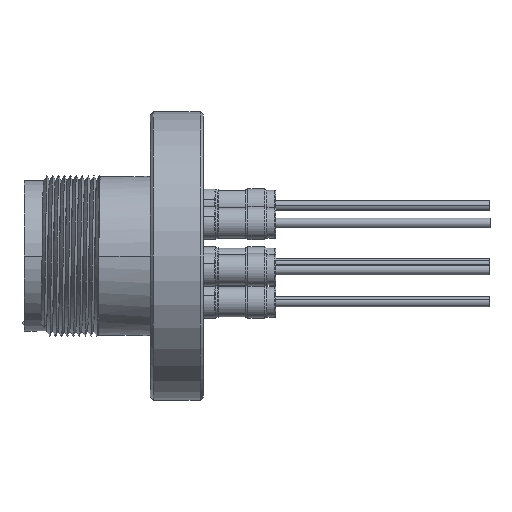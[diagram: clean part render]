
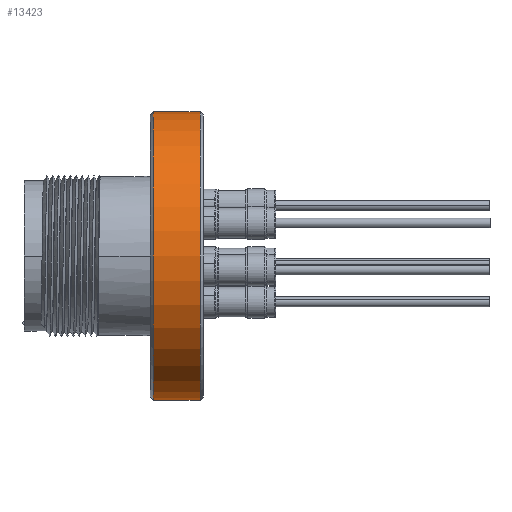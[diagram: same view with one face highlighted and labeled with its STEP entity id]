
A CAD part, left-side view. The second image highlights one B-rep face of the part: STEP entity #13423.
In plain terms, the highlighted cylindrical face has radius 34.544 mm (diameter 69.088 mm), a partial arc.
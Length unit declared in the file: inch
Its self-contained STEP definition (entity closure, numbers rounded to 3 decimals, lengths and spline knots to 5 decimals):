
#616 = CARTESIAN_POINT ( 'NONE',  ( 0., 0., 1.27566 ) ) ;
#617 = DIRECTION ( 'NONE',  ( 0., 1., 0. ) ) ;
#1893 = DIRECTION ( 'NONE',  ( 0., 1., 0. ) ) ;
#1943 = CARTESIAN_POINT ( 'NONE',  ( 0., 0., -0.08434 ) ) ;
#2113 = DIRECTION ( 'NONE',  ( 0., 0., -1. ) ) ;
#2487 = LINE ( 'NONE', #11910, #2516 ) ;
#2516 = VECTOR ( 'NONE', #11296, 39.37008 ) ;
#3416 = EDGE_CURVE ( 'NONE', #6136, #6073, #7280, .T. ) ;
#3727 = EDGE_CURVE ( 'NONE', #7044, #6136, #7395, .T. ) ;
#4474 = FACE_OUTER_BOUND ( 'NONE', #14876, .T. ) ;
#4708 = CYLINDRICAL_SURFACE ( 'NONE', #10794, 1.36 ) ;
#5806 = AXIS2_PLACEMENT_3D ( 'NONE', #9758, #9763, #9643 ) ;
#5836 = AXIS2_PLACEMENT_3D ( 'NONE', #8548, #8944, #8767 ) ;
#6073 = VERTEX_POINT ( 'NONE', #10699 ) ;
#6094 = VERTEX_POINT ( 'NONE', #12303 ) ;
#6136 = VERTEX_POINT ( 'NONE', #9617 ) ;
#7044 = VERTEX_POINT ( 'NONE', #10170 ) ;
#7277 = VECTOR ( 'NONE', #617, 39.37008 ) ;
#7280 = LINE ( 'NONE', #616, #7277 ) ;
#7395 = CIRCLE ( 'NONE', #5836, 1.36 ) ;
#7557 = CIRCLE ( 'NONE', #5806, 1.36 ) ;
#8548 = CARTESIAN_POINT ( 'NONE',  ( 0., -0.47, -0.08434 ) ) ;
#8767 = DIRECTION ( 'NONE',  ( 0., 0., -1. ) ) ;
#8944 = DIRECTION ( 'NONE',  ( 0., 1., 0. ) ) ;
#9359 = EDGE_CURVE ( 'NONE', #6094, #6073, #7557, .T. ) ;
#9549 = EDGE_CURVE ( 'NONE', #7044, #6094, #2487, .T. ) ;
#9617 = CARTESIAN_POINT ( 'NONE',  ( 0., -0.47, 1.27566 ) ) ;
#9643 = DIRECTION ( 'NONE',  ( 0., 0., -1. ) ) ;
#9758 = CARTESIAN_POINT ( 'NONE',  ( 0., -0.03, -0.08434 ) ) ;
#9763 = DIRECTION ( 'NONE',  ( 0., 1., 0. ) ) ;
#10170 = CARTESIAN_POINT ( 'NONE',  ( 0., -0.47, -1.44434 ) ) ;
#10699 = CARTESIAN_POINT ( 'NONE',  ( 0., -0.03, 1.27566 ) ) ;
#10794 = AXIS2_PLACEMENT_3D ( 'NONE', #1943, #1893, #2113 ) ;
#11296 = DIRECTION ( 'NONE',  ( 0., 1., 0. ) ) ;
#11910 = CARTESIAN_POINT ( 'NONE',  ( 0., 0., -1.44434 ) ) ;
#12303 = CARTESIAN_POINT ( 'NONE',  ( 0., -0.03, -1.44434 ) ) ;
#12334 = ORIENTED_EDGE ( 'NONE', *, *, #3727, .T. ) ;
#12462 = ORIENTED_EDGE ( 'NONE', *, *, #9359, .F. ) ;
#12630 = ORIENTED_EDGE ( 'NONE', *, *, #3416, .T. ) ;
#12768 = ORIENTED_EDGE ( 'NONE', *, *, #9549, .F. ) ;
#13423 = ADVANCED_FACE ( 'NONE', ( #4474 ), #4708, .T. ) ;
#14876 = EDGE_LOOP ( 'NONE', ( #12334, #12630, #12462, #12768 ) ) ;
